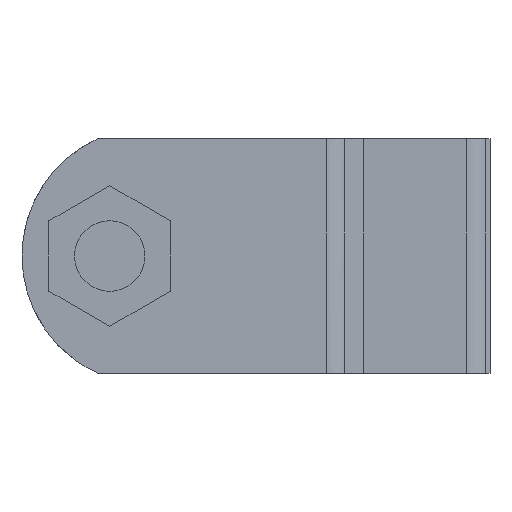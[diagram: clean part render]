
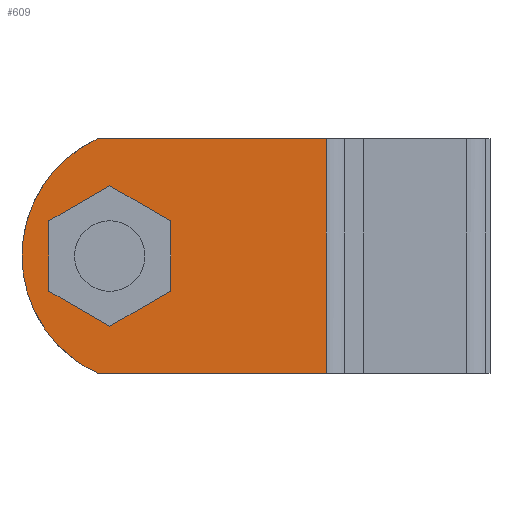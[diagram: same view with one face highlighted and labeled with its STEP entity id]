
A CAD part, left-side view. The second image highlights one B-rep face of the part: STEP entity #609.
In plain terms, the highlighted planar face has unit normal (-1, 0, 0).
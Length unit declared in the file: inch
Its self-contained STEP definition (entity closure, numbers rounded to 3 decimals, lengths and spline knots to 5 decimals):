
#319=EDGE_CURVE('',#718,#795,#796,.T.);
#367=EDGE_CURVE('',#868,#871,#872,.T.);
#407=EDGE_CURVE('',#799,#926,#927,.T.);
#481=EDGE_CURVE('',#926,#718,#1024,.T.);
#483=EDGE_CURVE('',#799,#871,#1026,.T.);
#609=ADVANCED_FACE('',(#1178),#1179,.T.);
#615=EDGE_CURVE('',#795,#868,#1188,.T.);
#718=VERTEX_POINT('',#1314);
#795=VERTEX_POINT('',#1450);
#796=B_SPLINE_CURVE_WITH_KNOTS('',3,(#1451,#1452,#1453,#1454),.UNSPECIFIED.,.F.,.F.,(4,4),(0.0,1.0),.UNSPECIFIED.);
#799=VERTEX_POINT('',#1458);
#868=VERTEX_POINT('',#1593);
#871=VERTEX_POINT('',#1598);
#872=B_SPLINE_CURVE_WITH_KNOTS('',3,(#1599,#1600,#1601,#1602),.UNSPECIFIED.,.F.,.F.,(4,4),(0.0,1.0),.UNSPECIFIED.);
#926=VERTEX_POINT('',#1703);
#927=LINE('',#1704,#1705);
#1024=LINE('',#1897,#1898);
#1026=LINE('',#1901,#1902);
#1178=FACE_OUTER_BOUND('',#2176,.T.);
#1179=PLANE('',#2177);
#1188=B_SPLINE_CURVE_WITH_KNOTS('',3,(#2187,#2188,#2189,#2190),.UNSPECIFIED.,.F.,.F.,(4,4),(0.0,1.0),.UNSPECIFIED.);
#1314=CARTESIAN_POINT('',(-0.20738,2.09874,1.25));
#1450=CARTESIAN_POINT('',(-0.20738,2.49999,0.62458));
#1451=CARTESIAN_POINT('',(-0.20738,2.09874,1.25));
#1452=CARTESIAN_POINT('',(-0.20738,2.44392,1.09182));
#1453=CARTESIAN_POINT('',(-0.20738,2.59551,0.68376));
#1454=CARTESIAN_POINT('',(-0.20738,2.43732,0.3386));
#1458=CARTESIAN_POINT('',(-0.20738,0.875,0.0));
#1593=CARTESIAN_POINT('',(-0.20738,2.43732,0.3386));
#1598=CARTESIAN_POINT('',(-0.20738,2.09874,0.));
#1599=CARTESIAN_POINT('',(-0.20738,2.43732,0.3386));
#1600=CARTESIAN_POINT('',(-0.20738,2.36869,0.1888));
#1601=CARTESIAN_POINT('',(-0.20738,2.24853,0.06863));
#1602=CARTESIAN_POINT('',(-0.20738,2.09874,0.));
#1703=CARTESIAN_POINT('',(-0.20738,0.875,1.25));
#1704=CARTESIAN_POINT('',(-0.20738,0.875,0.0));
#1705=VECTOR('',#2430,1.0);
#1897=CARTESIAN_POINT('',(-0.20738,0.875,1.25));
#1898=VECTOR('',#2523,1.0);
#1901=CARTESIAN_POINT('',(-0.20738,0.875,0.0));
#1902=VECTOR('',#2524,1.0);
#2176=EDGE_LOOP('',(#2759,#2760,#2761,#2762,#2763,#2764));
#2177=AXIS2_PLACEMENT_3D('',#2765,#2766,#2767);
#2187=CARTESIAN_POINT('',(-0.20738,2.09874,1.25));
#2188=CARTESIAN_POINT('',(-0.20738,2.44392,1.09182));
#2189=CARTESIAN_POINT('',(-0.20738,2.59551,0.68376));
#2190=CARTESIAN_POINT('',(-0.20738,2.43732,0.3386));
#2430=DIRECTION('',(0.0,0.0,1.0));
#2523=DIRECTION('',(0.0,1.0,0.0));
#2524=DIRECTION('',(0.0,1.0,0.0));
#2759=ORIENTED_EDGE('',*,*,#319,.T.);
#2760=ORIENTED_EDGE('',*,*,#615,.T.);
#2761=ORIENTED_EDGE('',*,*,#367,.T.);
#2762=ORIENTED_EDGE('',*,*,#483,.F.);
#2763=ORIENTED_EDGE('',*,*,#407,.T.);
#2764=ORIENTED_EDGE('',*,*,#481,.T.);
#2765=CARTESIAN_POINT('',(-0.20738,1.6875,0.0));
#2766=DIRECTION('',(-1.0,-0.0,0.0));
#2767=DIRECTION('',(0.0,-1.0,-0.0));
